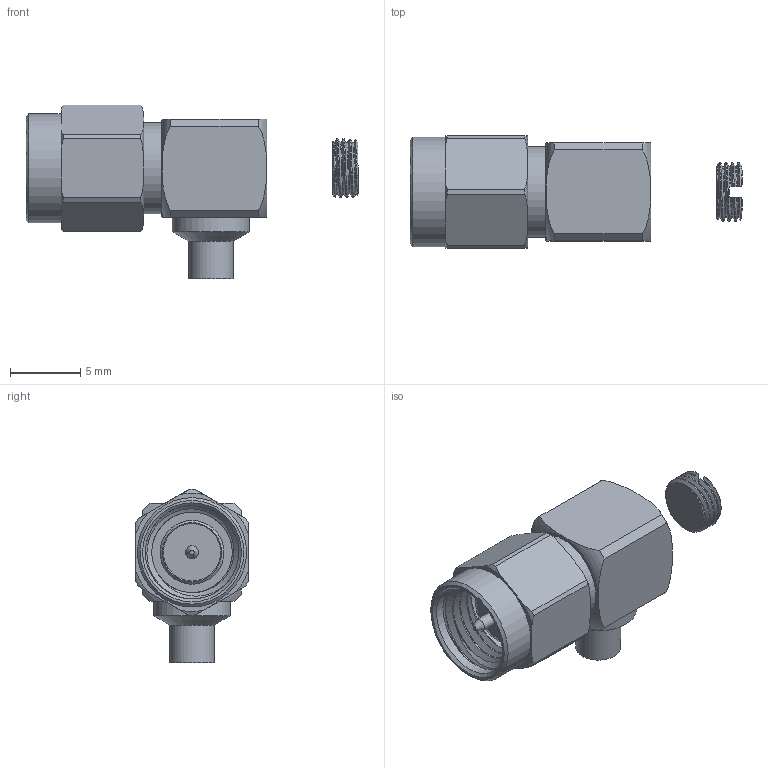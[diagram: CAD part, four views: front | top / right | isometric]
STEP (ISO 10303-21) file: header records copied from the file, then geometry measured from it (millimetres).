
FILE_DESCRIPTION(/* description */ ('Unknown'),/* implementation_level */ '2;1');
FILE_NAME(/* name */ '60339021210820',/* time_stamp */ '2019-06-18T16:08:27+02:00',/* author */ ('Unknown'),/* organization */ ('Unknown'),/* preprocessor_version */ 'ST-DEVELOPER v16.7',/* originating_system */ 'DEX',/* authorisation */ $);
FILE_SCHEMA (('AUTOMOTIVE_DESIGN {1 0 10303 214 3 1 1}'));
Length unit declared in the file: millimetre
Products named in the file (1): 60339021210820
Bounding box: 23.7 x 8 x 12.42 mm (x, y, z)
Volume: 681 mm3; surface area: 1184.4 mm2
Topology: 3 solids, 3 shells, 129 faces, 321 edges, 213 vertices
Faces by surface type: plane 55, cylinder 36, cone 16, bspline 13, torus 9
Full cylindrical faces by diameter (mm): 0.92 x1, 1.25 x1, 1.6 x1, 1.8 x1, 2.24 x1, 3.2 x1, 3.6 x1, 4.5 x2, 4.56 x1, 4.75 x1, 5.5 x1, 6 x1, 6.5 x2, 6.66 x6, 7 x1, 7.8 x1
Entity records: 6530 total; most frequent: CARTESIAN_POINT 3380, ORIENTED_EDGE 514, DIRECTION 431, EDGE_CURVE 257, VERTEX_POINT 186, AXIS2_PLACEMENT_3D 185, EDGE_LOOP 173, FACE_BOUND 173
